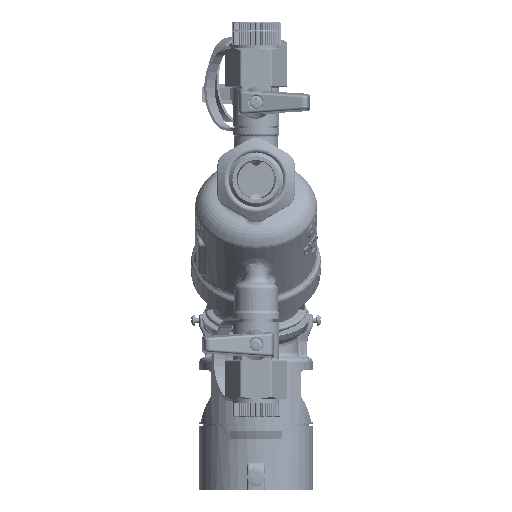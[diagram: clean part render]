
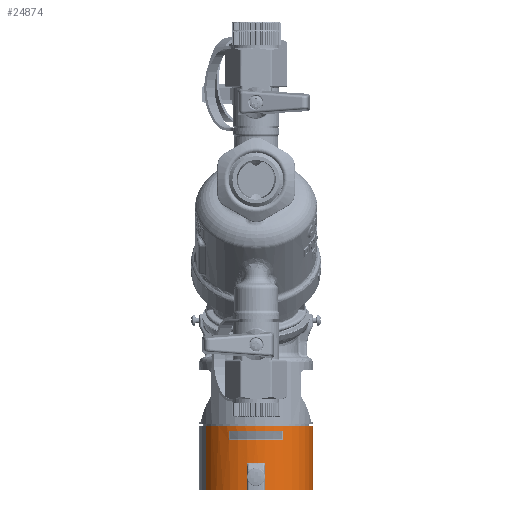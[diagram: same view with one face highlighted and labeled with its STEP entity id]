
A CAD part, front view. The second image highlights one B-rep face of the part: STEP entity #24874.
In plain terms, the highlighted cylindrical face has radius 22.1 mm (diameter 44.2 mm), a partial arc.
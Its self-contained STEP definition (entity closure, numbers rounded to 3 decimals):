
#24281=CARTESIAN_POINT('Vertex',(10.5,6.787,-97.518)) ;
#24284=CARTESIAN_POINT('Axis2P3D Location',(0.,26.234,-97.518)) ;
#24288=CARTESIAN_POINT('Vertex',(-10.5,6.787,-97.518)) ;
#24359=CARTESIAN_POINT('Axis2P3D Location',(0.,26.234,-107.818)) ;
#24370=CARTESIAN_POINT('Vertex',(-19.395,15.638,-120.318)) ;
#24373=CARTESIAN_POINT('Line Origine',(-19.395,15.638,-107.818)) ;
#24377=CARTESIAN_POINT('Vertex',(-19.395,15.638,-95.318)) ;
#24384=CARTESIAN_POINT('Vertex',(19.395,36.829,-95.318)) ;
#24387=CARTESIAN_POINT('Line Origine',(19.395,36.829,-107.818)) ;
#24391=CARTESIAN_POINT('Vertex',(19.395,36.829,-120.318)) ;
#24507=CARTESIAN_POINT('Axis2P3D Location',(0.,26.234,-95.318)) ;
#24743=CARTESIAN_POINT('Vertex',(10.5,6.787,-101.118)) ;
#24746=CARTESIAN_POINT('Line Origine',(10.5,6.787,-99.318)) ;
#24762=CARTESIAN_POINT('Vertex',(-10.5,6.787,-101.118)) ;
#24765=CARTESIAN_POINT('Axis2P3D Location',(0.,26.234,-101.118)) ;
#24777=CARTESIAN_POINT('Line Origine',(-10.5,6.787,-99.318)) ;
#24789=CARTESIAN_POINT('Axis2P3D Location',(0.,26.234,-120.318)) ;
#24793=CARTESIAN_POINT('Vertex',(3.667,4.44,-120.318)) ;
#24796=CARTESIAN_POINT('Axis2P3D Location',(0.,26.234,-120.318)) ;
#24800=CARTESIAN_POINT('Vertex',(-3.667,4.44,-120.318)) ;
#24803=CARTESIAN_POINT('Line Origine',(-3.667,4.44,-107.818)) ;
#24807=CARTESIAN_POINT('Vertex',(-3.667,4.44,-111.118)) ;
#24811=CARTESIAN_POINT('Control Point',(-3.667,4.44,-111.118)) ;
#24812=CARTESIAN_POINT('Control Point',(-3.667,4.44,-110.922)) ;
#24813=CARTESIAN_POINT('Control Point',(-3.648,4.437,-110.725)) ;
#24814=CARTESIAN_POINT('Control Point',(-3.607,4.43,-110.531)) ;
#24815=CARTESIAN_POINT('Control Point',(-3.518,4.415,-110.269)) ;
#24816=CARTESIAN_POINT('Control Point',(-3.358,4.39,-110.038)) ;
#24817=CARTESIAN_POINT('Control Point',(-3.311,4.383,-109.981)) ;
#24818=CARTESIAN_POINT('Control Point',(-3.185,4.364,-109.853)) ;
#24819=CARTESIAN_POINT('Control Point',(-3.021,4.341,-109.761)) ;
#24820=CARTESIAN_POINT('Control Point',(-2.911,4.326,-109.726)) ;
#24821=CARTESIAN_POINT('Control Point',(-2.798,4.311,-109.72)) ;
#24822=CARTESIAN_POINT('Control Point',(-2.689,4.298,-109.736)) ;
#24823=CARTESIAN_POINT('Vertex',(-2.689,4.298,-109.736)) ;
#24827=CARTESIAN_POINT('Control Point',(-2.689,4.298,-109.736)) ;
#24828=CARTESIAN_POINT('Control Point',(-1.361,4.135,-109.934)) ;
#24829=CARTESIAN_POINT('Control Point',(-0.001,4.077,-110.005)) ;
#24830=CARTESIAN_POINT('Control Point',(1.36,4.135,-109.934)) ;
#24831=CARTESIAN_POINT('Control Point',(2.689,4.298,-109.736)) ;
#24832=CARTESIAN_POINT('Vertex',(2.689,4.298,-109.736)) ;
#24836=CARTESIAN_POINT('Control Point',(2.689,4.298,-109.736)) ;
#24837=CARTESIAN_POINT('Control Point',(2.791,4.31,-109.721)) ;
#24838=CARTESIAN_POINT('Control Point',(2.897,4.324,-109.725)) ;
#24839=CARTESIAN_POINT('Control Point',(3.001,4.338,-109.755)) ;
#24840=CARTESIAN_POINT('Control Point',(3.186,4.364,-109.85)) ;
#24841=CARTESIAN_POINT('Control Point',(3.327,4.385,-109.994)) ;
#24842=CARTESIAN_POINT('Control Point',(3.387,4.395,-110.073)) ;
#24843=CARTESIAN_POINT('Control Point',(3.536,4.418,-110.316)) ;
#24844=CARTESIAN_POINT('Control Point',(3.617,4.432,-110.583)) ;
#24845=CARTESIAN_POINT('Control Point',(3.651,4.437,-110.761)) ;
#24846=CARTESIAN_POINT('Control Point',(3.667,4.44,-110.94)) ;
#24847=CARTESIAN_POINT('Control Point',(3.667,4.44,-111.118)) ;
#24848=CARTESIAN_POINT('Vertex',(3.667,4.44,-111.118)) ;
#24851=CARTESIAN_POINT('Line Origine',(3.667,4.44,-107.818)) ;
#24285=DIRECTION('Axis2P3D Direction',(0.,0.,1.)) ;
#24360=DIRECTION('Axis2P3D Direction',(0.,0.,1.)) ;
#24361=DIRECTION('Axis2P3D XDirection',(0.878,0.479,0.)) ;
#24374=DIRECTION('Vector Direction',(0.,0.,1.)) ;
#24388=DIRECTION('Vector Direction',(0.,0.,1.)) ;
#24508=DIRECTION('Axis2P3D Direction',(0.,0.,1.)) ;
#24747=DIRECTION('Vector Direction',(0.,0.,1.)) ;
#24766=DIRECTION('Axis2P3D Direction',(0.,0.,-1.)) ;
#24778=DIRECTION('Vector Direction',(0.,0.,-1.)) ;
#24790=DIRECTION('Axis2P3D Direction',(0.,0.,1.)) ;
#24797=DIRECTION('Axis2P3D Direction',(0.,0.,1.)) ;
#24804=DIRECTION('Vector Direction',(0.,0.,1.)) ;
#24852=DIRECTION('Vector Direction',(0.,0.,1.)) ;
#24286=AXIS2_PLACEMENT_3D('Circle Axis2P3D',#24284,#24285,$) ;
#24362=AXIS2_PLACEMENT_3D('Cylinder Axis2P3D',#24359,#24360,#24361) ;
#24509=AXIS2_PLACEMENT_3D('Circle Axis2P3D',#24507,#24508,$) ;
#24767=AXIS2_PLACEMENT_3D('Circle Axis2P3D',#24765,#24766,$) ;
#24791=AXIS2_PLACEMENT_3D('Circle Axis2P3D',#24789,#24790,$) ;
#24798=AXIS2_PLACEMENT_3D('Circle Axis2P3D',#24796,#24797,$) ;
#24857=ORIENTED_EDGE('',*,*,#24795,.T.) ;
#24858=ORIENTED_EDGE('',*,*,#24393,.T.) ;
#24859=ORIENTED_EDGE('',*,*,#24511,.F.) ;
#24860=ORIENTED_EDGE('',*,*,#24379,.F.) ;
#24861=ORIENTED_EDGE('',*,*,#24802,.T.) ;
#24862=ORIENTED_EDGE('',*,*,#24809,.F.) ;
#24863=ORIENTED_EDGE('',*,*,#24825,.F.) ;
#24864=ORIENTED_EDGE('',*,*,#24834,.F.) ;
#24865=ORIENTED_EDGE('',*,*,#24850,.F.) ;
#24866=ORIENTED_EDGE('',*,*,#24855,.F.) ;
#24869=ORIENTED_EDGE('',*,*,#24750,.F.) ;
#24870=ORIENTED_EDGE('',*,*,#24769,.T.) ;
#24871=ORIENTED_EDGE('',*,*,#24781,.F.) ;
#24872=ORIENTED_EDGE('',*,*,#24290,.T.) ;
#24873=FACE_BOUND('',#24868,.T.) ;
#24375=VECTOR('Line Direction',#24374,1.) ;
#24389=VECTOR('Line Direction',#24388,1.) ;
#24748=VECTOR('Line Direction',#24747,1.) ;
#24779=VECTOR('Line Direction',#24778,1.) ;
#24805=VECTOR('Line Direction',#24804,1.) ;
#24853=VECTOR('Line Direction',#24852,1.) ;
#24874=ADVANCED_FACE('PartBody',(#24867,#24873),#24363,.T.) ;
#24810=B_SPLINE_CURVE_WITH_KNOTS('',5,(#24811,#24812,#24813,#24814,#24815,#24816,#24817,#24818,#24819,#24820,#24821,#24822),.UNSPECIFIED.,.F.,.U.,(6,3,3,6),(3.67,4.945,5.391,6.017),.UNSPECIFIED.) ;
#24826=B_SPLINE_CURVE_WITH_KNOTS('',4,(#24827,#24828,#24829,#24830,#24831),.UNSPECIFIED.,.F.,.U.,(5,5),(47.079,54.82),.UNSPECIFIED.) ;
#24835=B_SPLINE_CURVE_WITH_KNOTS('',5,(#24836,#24837,#24838,#24839,#24840,#24841,#24842,#24843,#24844,#24845,#24846,#24847),.UNSPECIFIED.,.F.,.U.,(6,3,3,6),(4.067,4.655,5.255,6.414),.UNSPECIFIED.) ;
#24287=CIRCLE('generated circle',#24286,22.1) ;
#24510=CIRCLE('generated circle',#24509,22.1) ;
#24768=CIRCLE('generated circle',#24767,22.1) ;
#24792=CIRCLE('generated circle',#24791,22.1) ;
#24799=CIRCLE('generated circle',#24798,22.1) ;
#24363=CYLINDRICAL_SURFACE('generated cylinder',#24362,22.1) ;
#24290=EDGE_CURVE('',#24289,#24282,#24287,.T.) ;
#24379=EDGE_CURVE('',#24371,#24378,#24376,.T.) ;
#24393=EDGE_CURVE('',#24392,#24385,#24390,.T.) ;
#24511=EDGE_CURVE('',#24378,#24385,#24510,.T.) ;
#24750=EDGE_CURVE('',#24744,#24282,#24749,.T.) ;
#24769=EDGE_CURVE('',#24744,#24763,#24768,.T.) ;
#24781=EDGE_CURVE('',#24289,#24763,#24780,.T.) ;
#24795=EDGE_CURVE('',#24794,#24392,#24792,.T.) ;
#24802=EDGE_CURVE('',#24371,#24801,#24799,.T.) ;
#24809=EDGE_CURVE('',#24808,#24801,#24806,.F.) ;
#24825=EDGE_CURVE('',#24824,#24808,#24810,.F.) ;
#24834=EDGE_CURVE('',#24833,#24824,#24826,.F.) ;
#24850=EDGE_CURVE('',#24849,#24833,#24835,.F.) ;
#24855=EDGE_CURVE('',#24794,#24849,#24854,.T.) ;
#24856=EDGE_LOOP('',(#24857,#24858,#24859,#24860,#24861,#24862,#24863,#24864,#24865,#24866)) ;
#24868=EDGE_LOOP('',(#24869,#24870,#24871,#24872)) ;
#24867=FACE_OUTER_BOUND('',#24856,.T.) ;
#24376=LINE('Line',#24373,#24375) ;
#24390=LINE('Line',#24387,#24389) ;
#24749=LINE('Line',#24746,#24748) ;
#24780=LINE('Line',#24777,#24779) ;
#24806=LINE('Line',#24803,#24805) ;
#24854=LINE('Line',#24851,#24853) ;
#24282=VERTEX_POINT('',#24281) ;
#24289=VERTEX_POINT('',#24288) ;
#24371=VERTEX_POINT('',#24370) ;
#24378=VERTEX_POINT('',#24377) ;
#24385=VERTEX_POINT('',#24384) ;
#24392=VERTEX_POINT('',#24391) ;
#24744=VERTEX_POINT('',#24743) ;
#24763=VERTEX_POINT('',#24762) ;
#24794=VERTEX_POINT('',#24793) ;
#24801=VERTEX_POINT('',#24800) ;
#24808=VERTEX_POINT('',#24807) ;
#24824=VERTEX_POINT('',#24823) ;
#24833=VERTEX_POINT('',#24832) ;
#24849=VERTEX_POINT('',#24848) ;
